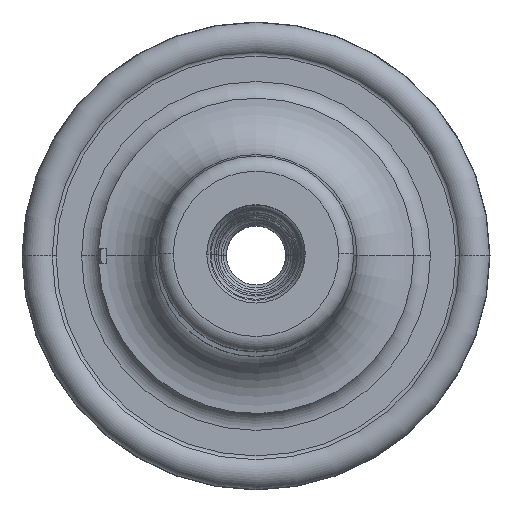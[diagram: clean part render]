
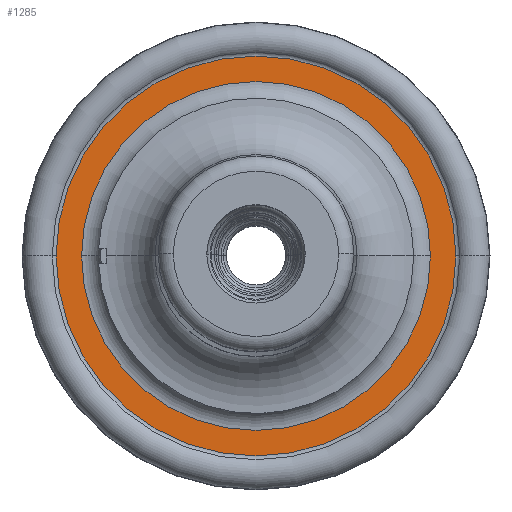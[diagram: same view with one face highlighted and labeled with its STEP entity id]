
A CAD part, top view. The second image highlights one B-rep face of the part: STEP entity #1285.
In plain terms, the highlighted planar face has unit normal (0, 0, 1).
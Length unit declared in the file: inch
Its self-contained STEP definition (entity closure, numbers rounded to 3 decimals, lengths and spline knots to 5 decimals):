
#139 = EDGE_CURVE ( 'NONE', #1908, #2354, #2964, .T. ) ;
#254 = CARTESIAN_POINT ( 'NONE',  ( 0., 0., -4.73 ) ) ;
#318 = EDGE_CURVE ( 'NONE', #1958, #1960, #3939, .T. ) ;
#446 = DIRECTION ( 'NONE',  ( 1., 0., 0. ) ) ;
#498 = CIRCLE ( 'NONE', #2950, 0.69133 ) ;
#558 = CARTESIAN_POINT ( 'NONE',  ( -0.69133, 0., -4.73 ) ) ;
#675 = ORIENTED_EDGE ( 'NONE', *, *, #2646, .T. ) ;
#764 = DIRECTION ( 'NONE',  ( -1., 0., 0. ) ) ;
#769 = PLANE ( 'NONE',  #2406 ) ;
#853 = CARTESIAN_POINT ( 'NONE',  ( 0., 0., -4.73 ) ) ;
#901 = CARTESIAN_POINT ( 'NONE',  ( 0.79244, 0., -4.73 ) ) ;
#1187 = AXIS2_PLACEMENT_3D ( 'NONE', #1198, #2544, #3884 ) ;
#1198 = CARTESIAN_POINT ( 'NONE',  ( 0., 0., -4.73 ) ) ;
#1263 = EDGE_LOOP ( 'NONE', ( #675, #3911 ) ) ;
#1285 = ADVANCED_FACE ( 'NONE', ( #2445, #3782 ), #769, .T. ) ;
#1422 = AXIS2_PLACEMENT_3D ( 'NONE', #853, #2196, #3532 ) ;
#1456 = EDGE_LOOP ( 'NONE', ( #3120, #2542 ) ) ;
#1593 = DIRECTION ( 'NONE',  ( 0., 0., -1. ) ) ;
#1908 = VERTEX_POINT ( 'NONE', #3199 ) ;
#1926 = EDGE_CURVE ( 'NONE', #2354, #1908, #3077, .T. ) ;
#1958 = VERTEX_POINT ( 'NONE', #3566 ) ;
#1960 = VERTEX_POINT ( 'NONE', #558 ) ;
#2054 = AXIS2_PLACEMENT_3D ( 'NONE', #254, #1593, #2939 ) ;
#2121 = CARTESIAN_POINT ( 'NONE',  ( -0.79244, 0., -4.73 ) ) ;
#2196 = DIRECTION ( 'NONE',  ( 0., 0., -1. ) ) ;
#2354 = VERTEX_POINT ( 'NONE', #901 ) ;
#2406 = AXIS2_PLACEMENT_3D ( 'NONE', #2121, #3453, #446 ) ;
#2442 = CARTESIAN_POINT ( 'NONE',  ( 0., 0., -4.73 ) ) ;
#2445 = FACE_BOUND ( 'NONE', #1263, .T. ) ;
#2542 = ORIENTED_EDGE ( 'NONE', *, *, #1926, .F. ) ;
#2544 = DIRECTION ( 'NONE',  ( 0., 0., -1. ) ) ;
#2646 = EDGE_CURVE ( 'NONE', #1960, #1958, #498, .T. ) ;
#2939 = DIRECTION ( 'NONE',  ( -1., 0., 0. ) ) ;
#2950 = AXIS2_PLACEMENT_3D ( 'NONE', #2442, #3778, #764 ) ;
#2964 = CIRCLE ( 'NONE', #1422, 0.79244 ) ;
#3077 = CIRCLE ( 'NONE', #1187, 0.79244 ) ;
#3120 = ORIENTED_EDGE ( 'NONE', *, *, #139, .F. ) ;
#3199 = CARTESIAN_POINT ( 'NONE',  ( -0.79244, 0., -4.73 ) ) ;
#3453 = DIRECTION ( 'NONE',  ( 0., 0., 1. ) ) ;
#3532 = DIRECTION ( 'NONE',  ( -1., 0., 0. ) ) ;
#3566 = CARTESIAN_POINT ( 'NONE',  ( 0.69133, 0., -4.73 ) ) ;
#3778 = DIRECTION ( 'NONE',  ( 0., 0., -1. ) ) ;
#3782 = FACE_OUTER_BOUND ( 'NONE', #1456, .T. ) ;
#3884 = DIRECTION ( 'NONE',  ( -1., 0., 0. ) ) ;
#3911 = ORIENTED_EDGE ( 'NONE', *, *, #318, .T. ) ;
#3939 = CIRCLE ( 'NONE', #2054, 0.69133 ) ;
